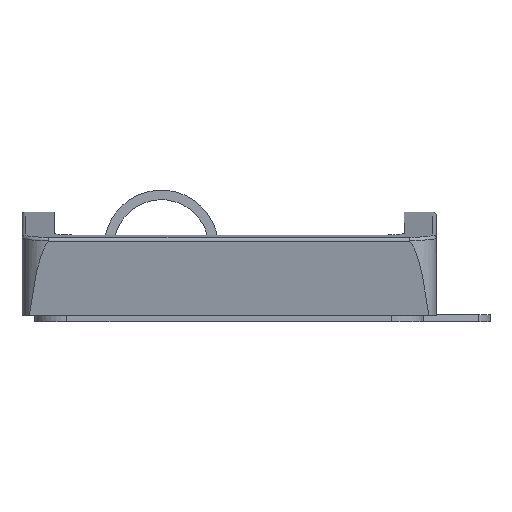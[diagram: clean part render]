
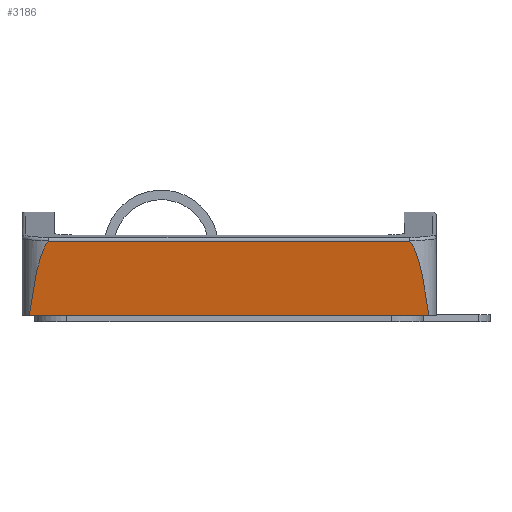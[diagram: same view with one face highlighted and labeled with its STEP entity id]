
A CAD part, front view. The second image highlights one B-rep face of the part: STEP entity #3186.
In plain terms, the highlighted planar face has unit normal (0, -0.989, -0.151).
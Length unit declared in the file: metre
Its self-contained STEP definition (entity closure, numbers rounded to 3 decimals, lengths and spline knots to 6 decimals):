
#15=ELLIPSE('',#3333,0.033021,0.005);
#17=ELLIPSE('',#3336,0.033021,0.005);
#930=ORIENTED_EDGE('',*,*,#1305,.F.);
#931=ORIENTED_EDGE('',*,*,#1441,.T.);
#932=ORIENTED_EDGE('',*,*,#1302,.F.);
#933=ORIENTED_EDGE('',*,*,#1044,.T.);
#1044=EDGE_CURVE('',#1498,#1499,#1801,.T.);
#1302=EDGE_CURVE('',#1498,#1689,#15,.T.);
#1305=EDGE_CURVE('',#1692,#1499,#17,.T.);
#1441=EDGE_CURVE('',#1692,#1689,#2148,.F.);
#1498=VERTEX_POINT('',#4328);
#1499=VERTEX_POINT('',#4329);
#1689=VERTEX_POINT('',#4850);
#1692=VERTEX_POINT('',#4861);
#1801=LINE('',#4327,#2193);
#2148=LINE('',#5130,#2540);
#2193=VECTOR('',#3474,1.);
#2540=VECTOR('',#4199,1.);
#2712=EDGE_LOOP('',(#930,#931,#932,#933));
#2891=FACE_BOUND('',#2712,.T.);
#3034=PLANE('',#3408);
#3186=ADVANCED_FACE('',(#2891),#3034,.F.);
#3333=AXIS2_PLACEMENT_3D('',#4853,#3916,#3917);
#3336=AXIS2_PLACEMENT_3D('',#4862,#3922,#3923);
#3408=AXIS2_PLACEMENT_3D('',#5129,#4197,#4198);
#3474=DIRECTION('',(1.,0.,0.));
#3916=DIRECTION('',(0.,0.988,0.151));
#3917=DIRECTION('',(0.,0.151,-0.988));
#3922=DIRECTION('',(0.,0.988,0.151));
#3923=DIRECTION('',(0.,0.151,-0.988));
#4197=DIRECTION('',(0.,0.988,0.151));
#4198=DIRECTION('',(0.,-0.151,0.988));
#4199=DIRECTION('',(1.,0.,0.));
#4327=CARTESIAN_POINT('',(-0.067769,-0.048843,0.001));
#4328=CARTESIAN_POINT('',(-0.031115,-0.048843,0.001));
#4329=CARTESIAN_POINT('',(0.031115,-0.048843,0.001));
#4850=CARTESIAN_POINT('',(-0.028128,-0.050614,0.012559));
#4853=CARTESIAN_POINT('',(-0.027231,-0.045695,-0.019551));
#4861=CARTESIAN_POINT('',(0.028128,-0.050614,0.012559));
#4862=CARTESIAN_POINT('',(0.027231,-0.045695,-0.019551));
#5129=CARTESIAN_POINT('',(-0.067769,-0.049769,0.007045));
#5130=CARTESIAN_POINT('',(-0.067769,-0.050614,0.012559));
